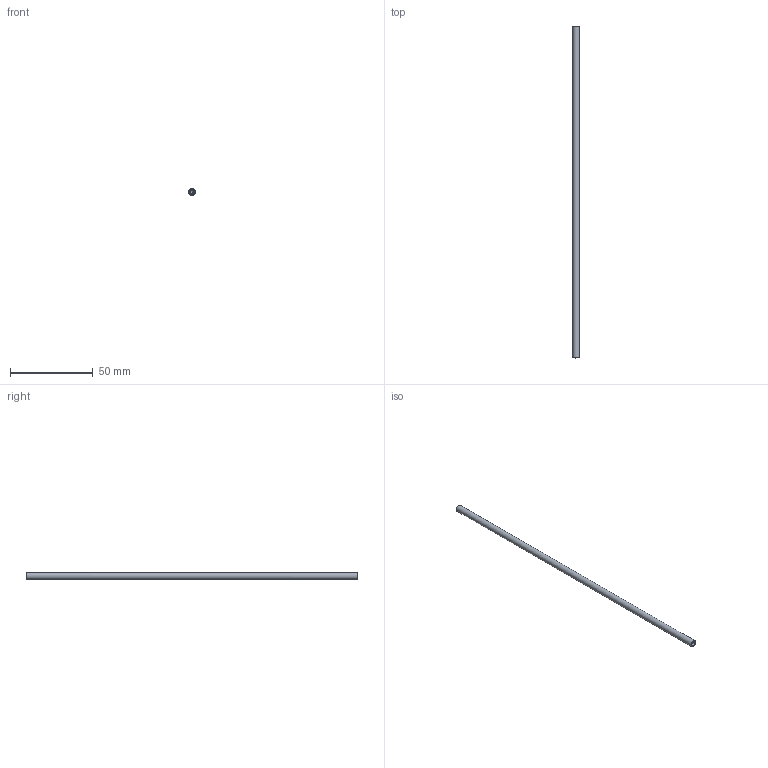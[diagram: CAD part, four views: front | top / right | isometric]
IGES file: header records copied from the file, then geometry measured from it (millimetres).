
Global section: file name: C16-RO-4-200; native system: Autodesk Inventor 2016; preprocessor: unknown; author: s.hamada; date: 20170508.161022; units: millimetre
Bounding box: 4 x 200 x 3.99 mm (x, y, z)
Volume: 2435.6 mm3; surface area: 2670.2 mm2
Topology: 1 solids, 1 shells, 7 faces, 17 edges, 12 vertices
Faces by surface type: bspline 7
